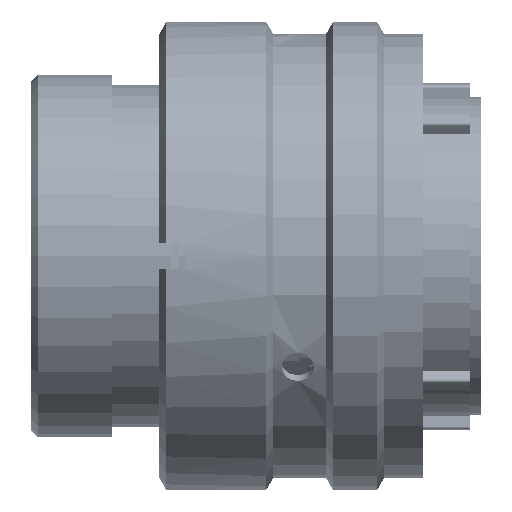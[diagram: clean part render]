
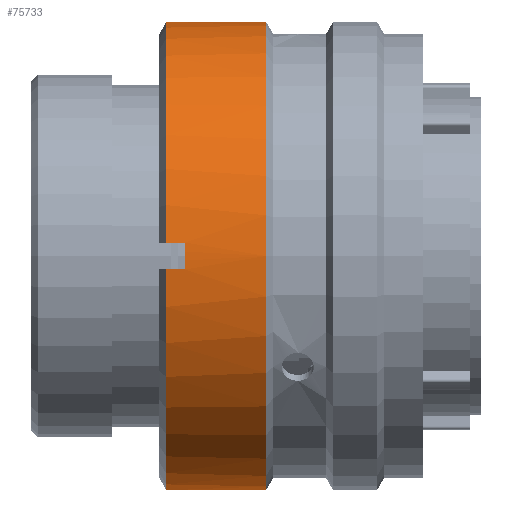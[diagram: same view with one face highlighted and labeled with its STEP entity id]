
A CAD part, front view. The second image highlights one B-rep face of the part: STEP entity #75733.
In plain terms, the highlighted cylindrical face has radius 17.35 mm (diameter 34.7 mm), a partial arc.
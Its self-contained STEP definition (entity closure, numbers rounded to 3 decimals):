
#1957 = VECTOR ( 'NONE', #88045, 1000. ) ;
#2136 = DIRECTION ( 'NONE',  ( 1., 0., 0. ) ) ;
#4584 = AXIS2_PLACEMENT_3D ( 'NONE', #60366, #23000, #109516 ) ;
#7488 = VERTEX_POINT ( 'NONE', #53420 ) ;
#13630 = CARTESIAN_POINT ( 'NONE',  ( 10.02, -1., 17.321 ) ) ;
#14909 = VECTOR ( 'NONE', #43098, 1000. ) ;
#15061 = LINE ( 'NONE', #63527, #119361 ) ;
#15080 = DIRECTION ( 'NONE',  ( 0., 0., -1. ) ) ;
#16792 = CARTESIAN_POINT ( 'NONE',  ( 10.02, -1., -17.321 ) ) ;
#18651 = AXIS2_PLACEMENT_3D ( 'NONE', #52177, #114768, #101379 ) ;
#20564 = CARTESIAN_POINT ( 'NONE',  ( 29.07, 0., 0. ) ) ;
#21455 = DIRECTION ( 'NONE',  ( 0., 0., 1. ) ) ;
#21681 = VERTEX_POINT ( 'NONE', #70042 ) ;
#22228 = VERTEX_POINT ( 'NONE', #13630 ) ;
#23000 = DIRECTION ( 'NONE',  ( 1., 0., 0. ) ) ;
#23143 = DIRECTION ( 'NONE',  ( 0., 0., -1. ) ) ;
#27710 = CARTESIAN_POINT ( 'NONE',  ( 29.07, -1., -17.321 ) ) ;
#29171 = ORIENTED_EDGE ( 'NONE', *, *, #100698, .T. ) ;
#30123 = DIRECTION ( 'NONE',  ( 1., 0., 0. ) ) ;
#31706 = DIRECTION ( 'NONE',  ( 1., 0., 0. ) ) ;
#32407 = VERTEX_POINT ( 'NONE', #76919 ) ;
#32964 = EDGE_CURVE ( 'NONE', #32407, #70685, #43536, .T. ) ;
#35205 = VERTEX_POINT ( 'NONE', #16792 ) ;
#36554 = CARTESIAN_POINT ( 'NONE',  ( 29.07, -1., 17.321 ) ) ;
#43098 = DIRECTION ( 'NONE',  ( 1., 0., 0. ) ) ;
#43536 = CIRCLE ( 'NONE', #155084, 17.35 ) ;
#43669 = CYLINDRICAL_SURFACE ( 'NONE', #93494, 17.35 ) ;
#43733 = DIRECTION ( 'NONE',  ( 1., 0., 0. ) ) ;
#43809 = DIRECTION ( 'NONE',  ( -1., 0., 0. ) ) ;
#46110 = CARTESIAN_POINT ( 'NONE',  ( 11.42, 0., 0. ) ) ;
#47764 = CIRCLE ( 'NONE', #4584, 17.35 ) ;
#49256 = LINE ( 'NONE', #36554, #100490 ) ;
#49836 = CARTESIAN_POINT ( 'NONE',  ( 11.42, 0., 17.35 ) ) ;
#50135 = ORIENTED_EDGE ( 'NONE', *, *, #53530, .F. ) ;
#52150 = ORIENTED_EDGE ( 'NONE', *, *, #104216, .T. ) ;
#52177 = CARTESIAN_POINT ( 'NONE',  ( 11.42, 0., 0. ) ) ;
#52442 = ORIENTED_EDGE ( 'NONE', *, *, #99420, .T. ) ;
#53122 = LINE ( 'NONE', #27710, #1957 ) ;
#53420 = CARTESIAN_POINT ( 'NONE',  ( 10.02, -17.321, -1. ) ) ;
#53530 = EDGE_CURVE ( 'NONE', #92560, #21681, #15061, .T. ) ;
#56389 = EDGE_CURVE ( 'NONE', #21681, #84349, #78634, .T. ) ;
#56477 = CIRCLE ( 'NONE', #97087, 17.35 ) ;
#60366 = CARTESIAN_POINT ( 'NONE',  ( 10.02, 0., 0. ) ) ;
#61141 = VECTOR ( 'NONE', #2136, 1000. ) ;
#63527 = CARTESIAN_POINT ( 'NONE',  ( 29.07, 0., 17.35 ) ) ;
#68289 = CARTESIAN_POINT ( 'NONE',  ( 11.42, 0., 0. ) ) ;
#68814 = ORIENTED_EDGE ( 'NONE', *, *, #102931, .T. ) ;
#68831 = CARTESIAN_POINT ( 'NONE',  ( 10.02, -17.321, 1. ) ) ;
#69038 = VERTEX_POINT ( 'NONE', #85042 ) ;
#70042 = CARTESIAN_POINT ( 'NONE',  ( 17.44, 0., 17.35 ) ) ;
#70223 = ORIENTED_EDGE ( 'NONE', *, *, #32964, .T. ) ;
#70685 = VERTEX_POINT ( 'NONE', #120440 ) ;
#72430 = CARTESIAN_POINT ( 'NONE',  ( 10.02, 0., 0. ) ) ;
#72737 = CARTESIAN_POINT ( 'NONE',  ( 17.44, 0., -17.35 ) ) ;
#75019 = CARTESIAN_POINT ( 'NONE',  ( 11.42, 0., -17.35 ) ) ;
#75118 = VERTEX_POINT ( 'NONE', #75019 ) ;
#75733 = ADVANCED_FACE ( 'NONE', ( #100887 ), #43669, .T. ) ;
#76919 = CARTESIAN_POINT ( 'NONE',  ( 11.42, -17.321, 1. ) ) ;
#78634 = CIRCLE ( 'NONE', #106503, 17.35 ) ;
#81179 = DIRECTION ( 'NONE',  ( 1., 0., 0. ) ) ;
#84349 = VERTEX_POINT ( 'NONE', #72737 ) ;
#85042 = CARTESIAN_POINT ( 'NONE',  ( 11.42, -1., -17.321 ) ) ;
#85103 = EDGE_CURVE ( 'NONE', #93578, #22228, #49256, .T. ) ;
#87210 = ORIENTED_EDGE ( 'NONE', *, *, #85103, .T. ) ;
#88045 = DIRECTION ( 'NONE',  ( 1., 0., 0. ) ) ;
#89425 = CARTESIAN_POINT ( 'NONE',  ( 29.07, 0., -17.35 ) ) ;
#91516 = EDGE_CURVE ( 'NONE', #69038, #75118, #144976, .T. ) ;
#92560 = VERTEX_POINT ( 'NONE', #49836 ) ;
#92849 = DIRECTION ( 'NONE',  ( 0., 0., -1. ) ) ;
#93494 = AXIS2_PLACEMENT_3D ( 'NONE', #20564, #31706, #92849 ) ;
#93578 = VERTEX_POINT ( 'NONE', #148302 ) ;
#94569 = LINE ( 'NONE', #152439, #106136 ) ;
#97087 = AXIS2_PLACEMENT_3D ( 'NONE', #72430, #81179, #23143 ) ;
#97694 = EDGE_CURVE ( 'NONE', #92560, #93578, #112799, .T. ) ;
#97890 = ORIENTED_EDGE ( 'NONE', *, *, #112928, .T. ) ;
#99420 = EDGE_CURVE ( 'NONE', #35205, #69038, #53122, .T. ) ;
#100490 = VECTOR ( 'NONE', #145252, 1000. ) ;
#100698 = EDGE_CURVE ( 'NONE', #70685, #7488, #94569, .T. ) ;
#100887 = FACE_OUTER_BOUND ( 'NONE', #147431, .T. ) ;
#101379 = DIRECTION ( 'NONE',  ( 0., 0., 1. ) ) ;
#102931 = EDGE_CURVE ( 'NONE', #22228, #135973, #47764, .T. ) ;
#103421 = CARTESIAN_POINT ( 'NONE',  ( 29.07, -17.321, 1. ) ) ;
#104216 = EDGE_CURVE ( 'NONE', #75118, #84349, #125116, .T. ) ;
#106136 = VECTOR ( 'NONE', #43809, 1000. ) ;
#106503 = AXIS2_PLACEMENT_3D ( 'NONE', #136517, #123822, #15080 ) ;
#108393 = ORIENTED_EDGE ( 'NONE', *, *, #91516, .T. ) ;
#109516 = DIRECTION ( 'NONE',  ( 0., 0., -1. ) ) ;
#112799 = CIRCLE ( 'NONE', #18651, 17.35 ) ;
#112928 = EDGE_CURVE ( 'NONE', #135973, #32407, #140656, .T. ) ;
#114768 = DIRECTION ( 'NONE',  ( 1., 0., 0. ) ) ;
#115925 = DIRECTION ( 'NONE',  ( 0., 0., 1. ) ) ;
#119361 = VECTOR ( 'NONE', #30123, 1000. ) ;
#120440 = CARTESIAN_POINT ( 'NONE',  ( 11.42, -17.321, -1. ) ) ;
#121784 = ORIENTED_EDGE ( 'NONE', *, *, #97694, .T. ) ;
#123822 = DIRECTION ( 'NONE',  ( 1., 0., 0. ) ) ;
#125116 = LINE ( 'NONE', #89425, #61141 ) ;
#128029 = ORIENTED_EDGE ( 'NONE', *, *, #56389, .F. ) ;
#131784 = DIRECTION ( 'NONE',  ( 1., 0., 0. ) ) ;
#135973 = VERTEX_POINT ( 'NONE', #68831 ) ;
#136517 = CARTESIAN_POINT ( 'NONE',  ( 17.44, 0., 0. ) ) ;
#140656 = LINE ( 'NONE', #103421, #14909 ) ;
#141881 = ORIENTED_EDGE ( 'NONE', *, *, #143375, .T. ) ;
#143375 = EDGE_CURVE ( 'NONE', #7488, #35205, #56477, .T. ) ;
#144976 = CIRCLE ( 'NONE', #150040, 17.35 ) ;
#145252 = DIRECTION ( 'NONE',  ( -1., 0., 0. ) ) ;
#147431 = EDGE_LOOP ( 'NONE', ( #50135, #121784, #87210, #68814, #97890, #70223, #29171, #141881, #52442, #108393, #52150, #128029 ) ) ;
#148302 = CARTESIAN_POINT ( 'NONE',  ( 11.42, -1., 17.321 ) ) ;
#150040 = AXIS2_PLACEMENT_3D ( 'NONE', #68289, #43733, #115925 ) ;
#152439 = CARTESIAN_POINT ( 'NONE',  ( 29.07, -17.321, -1. ) ) ;
#155084 = AXIS2_PLACEMENT_3D ( 'NONE', #46110, #131784, #21455 ) ;
